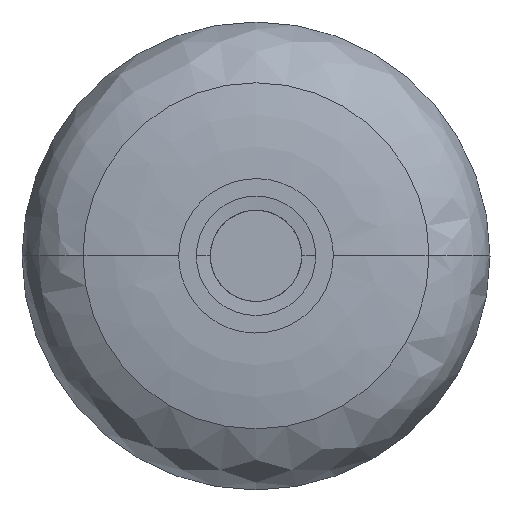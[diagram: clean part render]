
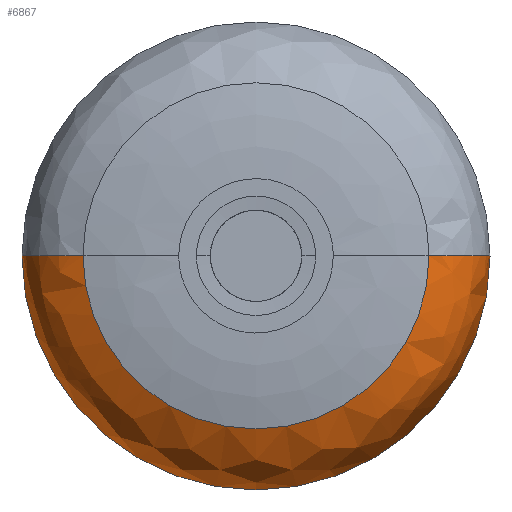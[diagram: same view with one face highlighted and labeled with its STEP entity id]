
A CAD part, top view. The second image highlights one B-rep face of the part: STEP entity #6867.
In plain terms, the highlighted free-form (B-spline) face has degree [3, 3] with [4, 4] control points.
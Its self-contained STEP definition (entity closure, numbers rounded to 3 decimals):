
#5 = DIRECTION ( 'NONE',  ( 0., 0., -1. ) ) ;
#505 = CARTESIAN_POINT ( 'NONE',  ( 17.985, 0., -1.912 ) ) ;
#559 = VERTEX_POINT ( 'NONE', #8985 ) ;
#1165 = CARTESIAN_POINT ( 'NONE',  ( 14.792, 0., -1.066 ) ) ;
#1391 = CARTESIAN_POINT ( 'NONE',  ( -17.985, 0., -1.912 ) ) ;
#1529 = AXIS2_PLACEMENT_3D ( 'NONE', #7996, #5, #3582 ) ;
#2266 = CARTESIAN_POINT ( 'NONE',  ( -14.792, -29.584, -1.066 ) ) ;
#2325 = CARTESIAN_POINT ( 'NONE',  ( 20., -40., -7.833 ) ) ;
#2644 = CARTESIAN_POINT ( 'NONE',  ( 0., 0., -7.833 ) ) ;
#2931 = DIRECTION ( 'NONE',  ( 0., -1., 0. ) ) ;
#3108 = CARTESIAN_POINT ( 'NONE',  ( 13., 0., -7.833 ) ) ;
#3137 = FACE_OUTER_BOUND ( 'NONE', #7558, .T. ) ;
#3200 = CARTESIAN_POINT ( 'NONE',  ( 20., 0., -4.53 ) ) ;
#3582 = DIRECTION ( 'NONE',  ( 1., 0., 0. ) ) ;
#3764 = CIRCLE ( 'NONE', #10258, 7. ) ;
#4075 = CARTESIAN_POINT ( 'NONE',  ( -20., 0., -4.53 ) ) ;
#4571 = EDGE_CURVE ( 'NONE', #559, #9092, #11329, .T. ) ;
#4934 = CARTESIAN_POINT ( 'NONE',  ( -17.985, -35.97, -1.912 ) ) ;
#5442 = CARTESIAN_POINT ( 'NONE',  ( -20., 0., -7.833 ) ) ;
#5817 = CARTESIAN_POINT ( 'NONE',  ( 14.792, -29.584, -1.066 ) ) ;
#5873 = CARTESIAN_POINT ( 'NONE',  ( 20., 0., -7.833 ) ) ;
#6037 = ORIENTED_EDGE ( 'NONE', *, *, #4571, .T. ) ;
#6084 = VERTEX_POINT ( 'NONE', #6811 ) ;
#6196 = DIRECTION ( 'NONE',  ( 0., 0., -1. ) ) ;
#6303 = AXIS2_PLACEMENT_3D ( 'NONE', #10907, #2931, #6490 ) ;
#6490 = DIRECTION ( 'NONE',  ( -1., 0., 0. ) ) ;
#6545 = CIRCLE ( 'NONE', #1529, 14.792 ) ;
#6666 = DIRECTION ( 'NONE',  ( 0., 1., 0. ) ) ;
#6752 = CARTESIAN_POINT ( 'NONE',  ( -20., 0., -7.833 ) ) ;
#6811 = CARTESIAN_POINT ( 'NONE',  ( 20., 0., -7.833 ) ) ;
#6867 = ADVANCED_FACE ( 'NONE', ( #3137 ), #9108, .T. ) ;
#7558 = EDGE_LOOP ( 'NONE', ( #8420, #6037, #7571, #9170 ) ) ;
#7571 = ORIENTED_EDGE ( 'NONE', *, *, #9021, .F. ) ;
#7622 = CARTESIAN_POINT ( 'NONE',  ( -20., -40., -4.53 ) ) ;
#7996 = CARTESIAN_POINT ( 'NONE',  ( 0., 0., -1.066 ) ) ;
#8420 = ORIENTED_EDGE ( 'NONE', *, *, #11052, .T. ) ;
#8462 = VERTEX_POINT ( 'NONE', #1165 ) ;
#8481 = CARTESIAN_POINT ( 'NONE',  ( 17.985, -35.97, -1.912 ) ) ;
#8985 = CARTESIAN_POINT ( 'NONE',  ( -14.792, 0., -1.066 ) ) ;
#9021 = EDGE_CURVE ( 'NONE', #6084, #9092, #9136, .T. ) ;
#9092 = VERTEX_POINT ( 'NONE', #5442 ) ;
#9108 =( BOUNDED_SURFACE ( )  B_SPLINE_SURFACE ( 3, 3, ( 
 ( #10242, #2266, #5817, #9366 ),
 ( #1391, #4934, #8481, #505 ),
 ( #4075, #7622, #11177, #3200 ),
 ( #6752, #10305, #2325, #5873 ) ),
 .UNSPECIFIED., .F., .F., .F. ) 
 B_SPLINE_SURFACE_WITH_KNOTS ( ( 4, 4 ),
 ( 4, 4 ),
 ( 0., 1. ),
 ( 0., 1. ),
 .UNSPECIFIED. ) 
 GEOMETRIC_REPRESENTATION_ITEM ( )  RATIONAL_B_SPLINE_SURFACE ( (
 ( 1., 0.333, 0.333, 1.),
 ( 0.862, 0.287, 0.287, 0.862),
 ( 0.862, 0.287, 0.287, 0.862),
 ( 1., 0.333, 0.333, 1.) ) ) 
 REPRESENTATION_ITEM ( '' )  SURFACE ( )  );
#9136 = CIRCLE ( 'NONE', #10626, 20. ) ;
#9170 = ORIENTED_EDGE ( 'NONE', *, *, #10834, .F. ) ;
#9366 = CARTESIAN_POINT ( 'NONE',  ( 14.792, 0., -1.066 ) ) ;
#9745 = DIRECTION ( 'NONE',  ( 1., 0., 0. ) ) ;
#10216 = DIRECTION ( 'NONE',  ( 1., 0., 0. ) ) ;
#10242 = CARTESIAN_POINT ( 'NONE',  ( -14.792, 0., -1.066 ) ) ;
#10258 = AXIS2_PLACEMENT_3D ( 'NONE', #3108, #6666, #10216 ) ;
#10305 = CARTESIAN_POINT ( 'NONE',  ( -20., -40., -7.833 ) ) ;
#10626 = AXIS2_PLACEMENT_3D ( 'NONE', #2644, #6196, #9745 ) ;
#10834 = EDGE_CURVE ( 'NONE', #8462, #6084, #3764, .T. ) ;
#10907 = CARTESIAN_POINT ( 'NONE',  ( -13., 0., -7.833 ) ) ;
#11052 = EDGE_CURVE ( 'NONE', #8462, #559, #6545, .T. ) ;
#11177 = CARTESIAN_POINT ( 'NONE',  ( 20., -40., -4.53 ) ) ;
#11329 = CIRCLE ( 'NONE', #6303, 7. ) ;
